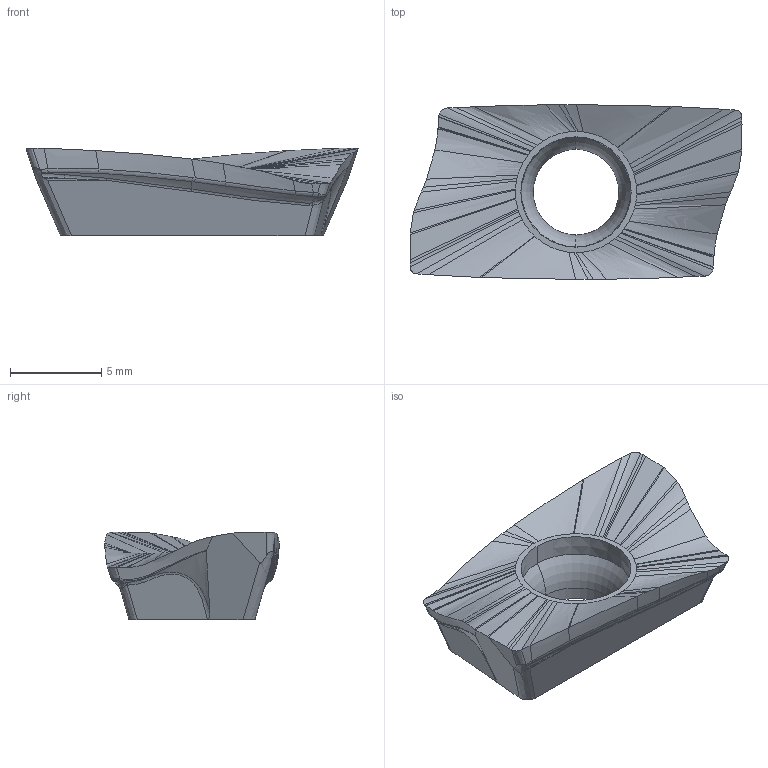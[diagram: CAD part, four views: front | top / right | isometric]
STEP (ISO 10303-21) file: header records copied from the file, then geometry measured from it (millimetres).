
FILE_DESCRIPTION(/* description */ (''),/* implementation_level */ '2;1');
FILE_NAME(/* name */ 'AOMT184804PEER-H.stp',/* time_stamp */ '2021-09-07T08:29:22+09:00',/* author */ (''),/* organization */ (''),/* preprocessor_version */ 'ST-DEVELOPER v16',/* originating_system */ 'SIEMENS PLM Software NX 10.0',/* authorisation */ '');
FILE_SCHEMA (('AUTOMOTIVE_DESIGN { 1 0 10303 214 3 1 1 1 }'));
Length unit declared in the file: millimetre
Products named in the file (1): AOMT184804PEER-H
Bounding box: 18.18 x 9.56 x 4.8 mm (x, y, z)
Volume: 391.9 mm3; surface area: 473.8 mm2
Topology: 1 solids, 1 shells, 154 faces, 460 edges, 370 vertices
Faces by surface type: bspline 128, plane 12, cylinder 4, extrusion 4, cone 4, torus 2
Entity records: 13393 total; most frequent: CARTESIAN_POINT 10323, ORIENTED_EDGE 800, EDGE_CURVE 400, B_SPLINE_CURVE_WITH_KNOTS 339, VERTEX_POINT 248, DIRECTION 178, EDGE_LOOP 156, ADVANCED_FACE 154
